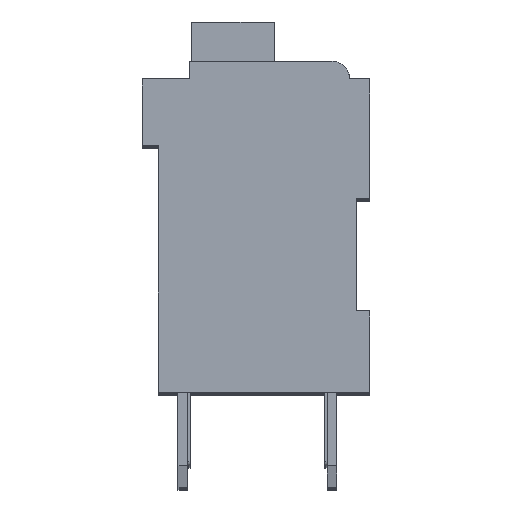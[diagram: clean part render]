
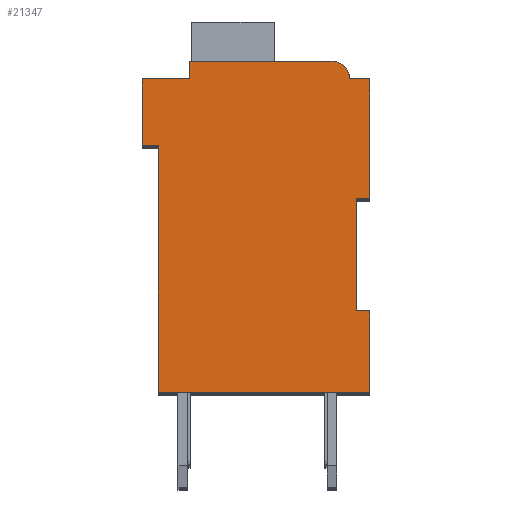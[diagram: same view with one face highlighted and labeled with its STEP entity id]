
A CAD part, top view. The second image highlights one B-rep face of the part: STEP entity #21347.
In plain terms, the highlighted planar face has unit normal (0, 0, 1).
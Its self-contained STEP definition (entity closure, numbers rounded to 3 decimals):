
#3446=DIRECTION('',(1.,0.,0.));
#3447=VECTOR('',#3446,0.5);
#3448=CARTESIAN_POINT('',(7.3,7.15,2.1));
#3449=LINE('',#3448,#3447);
#3450=DIRECTION('',(0.,1.,0.));
#3451=VECTOR('',#3450,4.15);
#3452=CARTESIAN_POINT('',(7.3,3.,2.1));
#3453=LINE('',#3452,#3451);
#3454=DIRECTION('',(-1.,0.,0.));
#3455=VECTOR('',#3454,0.5);
#3456=CARTESIAN_POINT('',(7.8,3.,2.1));
#3457=LINE('',#3456,#3455);
#3458=DIRECTION('',(0.,1.,0.));
#3459=VECTOR('',#3458,3.);
#3460=CARTESIAN_POINT('',(7.8,0.,2.1));
#3461=LINE('',#3460,#3459);
#3462=DIRECTION('',(1.,0.,0.));
#3463=VECTOR('',#3462,7.8);
#3464=CARTESIAN_POINT('',(0.,0.,2.1));
#3465=LINE('',#3464,#3463);
#3466=DIRECTION('',(0.,-1.,0.));
#3467=VECTOR('',#3466,9.1);
#3468=CARTESIAN_POINT('',(0.,9.1,2.1));
#3469=LINE('',#3468,#3467);
#3470=DIRECTION('',(1.,0.,0.));
#3471=VECTOR('',#3470,0.6);
#3472=CARTESIAN_POINT('',(-0.6,9.1,2.1));
#3473=LINE('',#3472,#3471);
#3474=DIRECTION('',(0.,-1.,0.));
#3475=VECTOR('',#3474,2.45);
#3476=CARTESIAN_POINT('',(-0.6,11.55,2.1));
#3477=LINE('',#3476,#3475);
#3478=DIRECTION('',(-1.,0.,0.));
#3479=VECTOR('',#3478,1.75);
#3480=CARTESIAN_POINT('',(1.15,11.55,2.1));
#3481=LINE('',#3480,#3479);
#3482=DIRECTION('',(0.,-1.,0.));
#3483=VECTOR('',#3482,0.65);
#3484=CARTESIAN_POINT('',(1.15,12.2,2.1));
#3485=LINE('',#3484,#3483);
#3486=DIRECTION('',(-1.,0.,0.));
#3487=VECTOR('',#3486,5.25);
#3488=CARTESIAN_POINT('',(6.4,12.2,2.1));
#3489=LINE('',#3488,#3487);
#3490=CARTESIAN_POINT('',(6.4,11.55,2.1));
#3491=DIRECTION('',(0.,0.,1.));
#3492=DIRECTION('',(1.,0.,0.));
#3493=AXIS2_PLACEMENT_3D('',#3490,#3491,#3492);
#3495=DIRECTION('',(-1.,0.,0.));
#3496=VECTOR('',#3495,0.75);
#3497=CARTESIAN_POINT('',(7.8,11.55,2.1));
#3498=LINE('',#3497,#3496);
#3499=DIRECTION('',(0.,1.,0.));
#3500=VECTOR('',#3499,4.4);
#3501=CARTESIAN_POINT('',(7.8,7.15,2.1));
#3502=LINE('',#3501,#3500);
#14011=CARTESIAN_POINT('',(7.3,7.15,2.1));
#14012=CARTESIAN_POINT('',(7.8,7.15,2.1));
#14013=VERTEX_POINT('',#14011);
#14014=VERTEX_POINT('',#14012);
#14015=CARTESIAN_POINT('',(7.8,11.55,2.1));
#14016=VERTEX_POINT('',#14015);
#14017=CARTESIAN_POINT('',(7.05,11.55,2.1));
#14018=VERTEX_POINT('',#14017);
#14019=CARTESIAN_POINT('',(6.4,12.2,2.1));
#14020=VERTEX_POINT('',#14019);
#14021=CARTESIAN_POINT('',(1.15,12.2,2.1));
#14022=VERTEX_POINT('',#14021);
#14023=CARTESIAN_POINT('',(1.15,11.55,2.1));
#14024=VERTEX_POINT('',#14023);
#14025=CARTESIAN_POINT('',(-0.6,11.55,2.1));
#14026=VERTEX_POINT('',#14025);
#14027=CARTESIAN_POINT('',(-0.6,9.1,2.1));
#14028=VERTEX_POINT('',#14027);
#14029=CARTESIAN_POINT('',(0.,9.1,2.1));
#14030=VERTEX_POINT('',#14029);
#14031=CARTESIAN_POINT('',(0.,0.,2.1));
#14032=VERTEX_POINT('',#14031);
#14033=CARTESIAN_POINT('',(7.8,0.,2.1));
#14034=VERTEX_POINT('',#14033);
#14035=CARTESIAN_POINT('',(7.8,3.,2.1));
#14036=VERTEX_POINT('',#14035);
#14037=CARTESIAN_POINT('',(7.3,3.,2.1));
#14038=VERTEX_POINT('',#14037);
#21323=CARTESIAN_POINT('',(0.,0.,2.1));
#21324=DIRECTION('',(0.,0.,1.));
#21325=DIRECTION('',(1.,0.,0.));
#21326=AXIS2_PLACEMENT_3D('',#21323,#21324,#21325);
#21327=PLANE('',#21326);
#21328=ORIENTED_EDGE('',*,*,#18404,.F.);
#21329=ORIENTED_EDGE('',*,*,#19112,.F.);
#21331=ORIENTED_EDGE('',*,*,#21330,.F.);
#21333=ORIENTED_EDGE('',*,*,#21332,.F.);
#21335=ORIENTED_EDGE('',*,*,#21334,.F.);
#21336=ORIENTED_EDGE('',*,*,#19364,.F.);
#21337=ORIENTED_EDGE('',*,*,#19508,.F.);
#21338=ORIENTED_EDGE('',*,*,#19767,.F.);
#21339=ORIENTED_EDGE('',*,*,#20031,.F.);
#21340=ORIENTED_EDGE('',*,*,#20100,.F.);
#21341=ORIENTED_EDGE('',*,*,#20495,.F.);
#21342=ORIENTED_EDGE('',*,*,#21083,.F.);
#21343=ORIENTED_EDGE('',*,*,#20939,.F.);
#21344=ORIENTED_EDGE('',*,*,#18788,.F.);
#21345=EDGE_LOOP('',(#21328,#21329,#21331,#21333,#21335,#21336,#21337,#21338,
#21339,#21340,#21341,#21342,#21343,#21344));
#21346=FACE_OUTER_BOUND('',#21345,.F.);
#3494=CIRCLE('',#3493,0.65);
#18404=EDGE_CURVE('',#14013,#14014,#3449,.T.);
#18788=EDGE_CURVE('',#14014,#14016,#3502,.T.);
#19112=EDGE_CURVE('',#14038,#14013,#3453,.T.);
#19364=EDGE_CURVE('',#14030,#14032,#3469,.T.);
#19508=EDGE_CURVE('',#14028,#14030,#3473,.T.);
#19767=EDGE_CURVE('',#14026,#14028,#3477,.T.);
#20031=EDGE_CURVE('',#14024,#14026,#3481,.T.);
#20100=EDGE_CURVE('',#14022,#14024,#3485,.T.);
#20495=EDGE_CURVE('',#14020,#14022,#3489,.T.);
#20939=EDGE_CURVE('',#14016,#14018,#3498,.T.);
#21083=EDGE_CURVE('',#14018,#14020,#3494,.T.);
#21330=EDGE_CURVE('',#14036,#14038,#3457,.T.);
#21332=EDGE_CURVE('',#14034,#14036,#3461,.T.);
#21334=EDGE_CURVE('',#14032,#14034,#3465,.T.);
#21347=ADVANCED_FACE('',(#21346),#21327,.T.);
